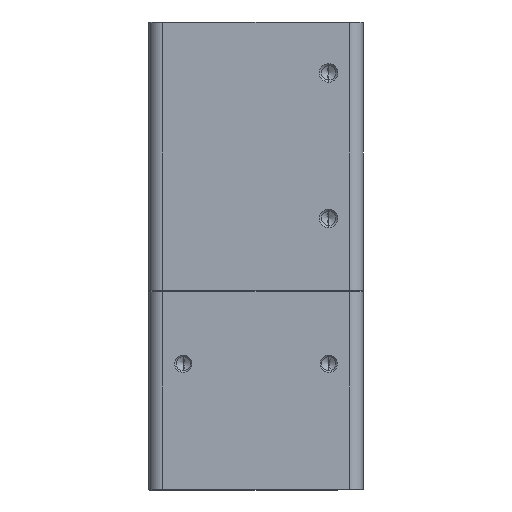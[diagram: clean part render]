
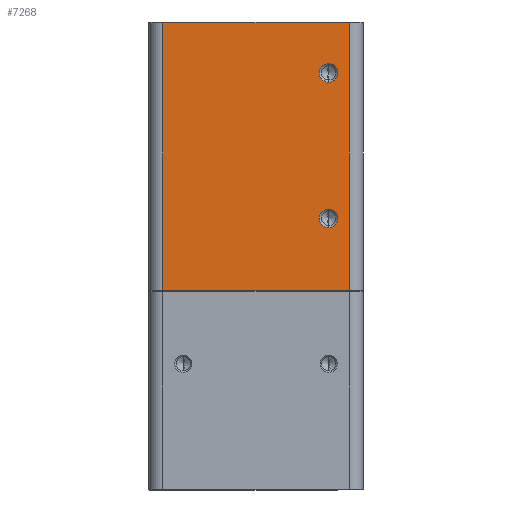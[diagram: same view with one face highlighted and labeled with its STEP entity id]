
A CAD part, front view. The second image highlights one B-rep face of the part: STEP entity #7268.
In plain terms, the highlighted planar face has unit normal (0, -1, 0).
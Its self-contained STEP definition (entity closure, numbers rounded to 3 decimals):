
#714 = ORIENTED_EDGE ( 'NONE', *, *, #6774, .T. ) ;
#1570 = AXIS2_PLACEMENT_3D ( 'NONE', #5505, #20221, #5225 ) ;
#1708 = EDGE_CURVE ( 'NONE', #1826, #12020, #16015, .T. ) ;
#1826 = VERTEX_POINT ( 'NONE', #6823 ) ;
#1944 = DIRECTION ( 'NONE',  ( 0., -1., 0. ) ) ;
#2074 = DIRECTION ( 'NONE',  ( 1., 0., 0. ) ) ;
#2211 = CARTESIAN_POINT ( 'NONE',  ( 25.4, -37.5, -15.8 ) ) ;
#2380 = CARTESIAN_POINT ( 'NONE',  ( 25.4, -37.5, -69.85 ) ) ;
#2408 = VECTOR ( 'NONE', #11122, 1000. ) ;
#3072 = EDGE_CURVE ( 'NONE', #6440, #23169, #14164, .T. ) ;
#3282 = DIRECTION ( 'NONE',  ( 0., 0., -1. ) ) ;
#4176 = CARTESIAN_POINT ( 'NONE',  ( -37.5, -37.5, -91.8 ) ) ;
#4682 = CARTESIAN_POINT ( 'NONE',  ( 32.5, -37.5, 1.8 ) ) ;
#4952 = CARTESIAN_POINT ( 'NONE',  ( -32.5, -37.5, 1.8 ) ) ;
#5225 = DIRECTION ( 'NONE',  ( 0., 0., -1. ) ) ;
#5505 = CARTESIAN_POINT ( 'NONE',  ( -37.5, -37.5, -89. ) ) ;
#6049 = ORIENTED_EDGE ( 'NONE', *, *, #21180, .T. ) ;
#6440 = VERTEX_POINT ( 'NONE', #2380 ) ;
#6529 = LINE ( 'NONE', #24016, #2408 ) ;
#6684 = CARTESIAN_POINT ( 'NONE',  ( -32.5, -37.5, -91.8 ) ) ;
#6774 = EDGE_CURVE ( 'NONE', #17175, #7096, #27158, .T. ) ;
#6823 = CARTESIAN_POINT ( 'NONE',  ( 25.4, -37.5, -12.55 ) ) ;
#6853 = CARTESIAN_POINT ( 'NONE',  ( 25.4, -37.5, -19.05 ) ) ;
#7096 = VERTEX_POINT ( 'NONE', #4682 ) ;
#7268 = ADVANCED_FACE ( 'NONE', ( #12088, #7590, #24706 ), #27090, .T. ) ;
#7590 = FACE_BOUND ( 'NONE', #18232, .T. ) ;
#8618 = DIRECTION ( 'NONE',  ( 0., 0., -1. ) ) ;
#9214 = AXIS2_PLACEMENT_3D ( 'NONE', #12314, #9939, #18346 ) ;
#9481 = EDGE_CURVE ( 'NONE', #7096, #16278, #22968, .T. ) ;
#9697 = CARTESIAN_POINT ( 'NONE',  ( 25.4, -37.5, -63.35 ) ) ;
#9939 = DIRECTION ( 'NONE',  ( 0., -1., 0. ) ) ;
#10015 = CIRCLE ( 'NONE', #19854, 3.25 ) ;
#10335 = DIRECTION ( 'NONE',  ( 0., 0., -1. ) ) ;
#11122 = DIRECTION ( 'NONE',  ( 0., 0., -1. ) ) ;
#11645 = EDGE_LOOP ( 'NONE', ( #714, #22066, #6049, #24063 ) ) ;
#11887 = VECTOR ( 'NONE', #16360, 1000. ) ;
#12020 = VERTEX_POINT ( 'NONE', #6853 ) ;
#12088 = FACE_BOUND ( 'NONE', #12971, .T. ) ;
#12314 = CARTESIAN_POINT ( 'NONE',  ( 25.4, -37.5, -66.6 ) ) ;
#12458 = AXIS2_PLACEMENT_3D ( 'NONE', #2211, #1944, #10335 ) ;
#12971 = EDGE_LOOP ( 'NONE', ( #24727, #23976 ) ) ;
#14164 = CIRCLE ( 'NONE', #9214, 3.25 ) ;
#14382 = CIRCLE ( 'NONE', #17931, 3.25 ) ;
#14613 = ORIENTED_EDGE ( 'NONE', *, *, #21309, .F. ) ;
#16010 = DIRECTION ( 'NONE',  ( 0., -1., 0. ) ) ;
#16015 = CIRCLE ( 'NONE', #12458, 3.25 ) ;
#16278 = VERTEX_POINT ( 'NONE', #4952 ) ;
#16360 = DIRECTION ( 'NONE',  ( 0., 0., 1. ) ) ;
#17175 = VERTEX_POINT ( 'NONE', #23185 ) ;
#17319 = LINE ( 'NONE', #4176, #22582 ) ;
#17572 = DIRECTION ( 'NONE',  ( 0., -1., 0. ) ) ;
#17931 = AXIS2_PLACEMENT_3D ( 'NONE', #22316, #16010, #3282 ) ;
#18090 = CARTESIAN_POINT ( 'NONE',  ( -37.5, -37.5, 1.8 ) ) ;
#18232 = EDGE_LOOP ( 'NONE', ( #14613, #18517 ) ) ;
#18346 = DIRECTION ( 'NONE',  ( 0., 0., -1. ) ) ;
#18517 = ORIENTED_EDGE ( 'NONE', *, *, #1708, .F. ) ;
#18740 = CARTESIAN_POINT ( 'NONE',  ( 32.5, -37.5, -89. ) ) ;
#19143 = CARTESIAN_POINT ( 'NONE',  ( 25.4, -37.5, -15.8 ) ) ;
#19854 = AXIS2_PLACEMENT_3D ( 'NONE', #19143, #17572, #8618 ) ;
#20221 = DIRECTION ( 'NONE',  ( 0., -1., 0. ) ) ;
#21180 = EDGE_CURVE ( 'NONE', #16278, #25306, #6529, .T. ) ;
#21309 = EDGE_CURVE ( 'NONE', #12020, #1826, #10015, .T. ) ;
#22027 = DIRECTION ( 'NONE',  ( -1., 0., 0. ) ) ;
#22066 = ORIENTED_EDGE ( 'NONE', *, *, #9481, .T. ) ;
#22316 = CARTESIAN_POINT ( 'NONE',  ( 25.4, -37.5, -66.6 ) ) ;
#22582 = VECTOR ( 'NONE', #2074, 1000. ) ;
#22968 = LINE ( 'NONE', #18090, #24924 ) ;
#23169 = VERTEX_POINT ( 'NONE', #9697 ) ;
#23185 = CARTESIAN_POINT ( 'NONE',  ( 32.5, -37.5, -91.8 ) ) ;
#23967 = EDGE_CURVE ( 'NONE', #25306, #17175, #17319, .T. ) ;
#23976 = ORIENTED_EDGE ( 'NONE', *, *, #26898, .F. ) ;
#24016 = CARTESIAN_POINT ( 'NONE',  ( -32.5, -37.5, -89. ) ) ;
#24063 = ORIENTED_EDGE ( 'NONE', *, *, #23967, .T. ) ;
#24706 = FACE_OUTER_BOUND ( 'NONE', #11645, .T. ) ;
#24727 = ORIENTED_EDGE ( 'NONE', *, *, #3072, .F. ) ;
#24924 = VECTOR ( 'NONE', #22027, 1000. ) ;
#25306 = VERTEX_POINT ( 'NONE', #6684 ) ;
#26898 = EDGE_CURVE ( 'NONE', #23169, #6440, #14382, .T. ) ;
#27090 = PLANE ( 'NONE',  #1570 ) ;
#27158 = LINE ( 'NONE', #18740, #11887 ) ;
